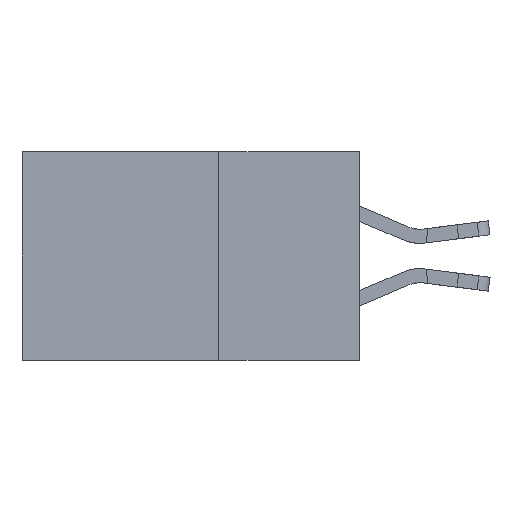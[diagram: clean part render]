
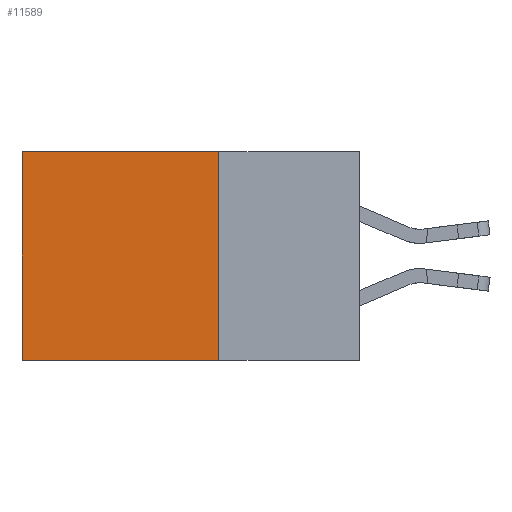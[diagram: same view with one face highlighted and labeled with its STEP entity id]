
A CAD part, left-side view. The second image highlights one B-rep face of the part: STEP entity #11589.
In plain terms, the highlighted planar face has unit normal (-1, 0, 0).
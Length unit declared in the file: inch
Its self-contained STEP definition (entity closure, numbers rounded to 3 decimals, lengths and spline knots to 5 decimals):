
#198 = DIRECTION ( 'NONE',  ( 0., 1., 0. ) ) ;
#1826 = DIRECTION ( 'NONE',  ( 0., 0., -1. ) ) ;
#2318 = VERTEX_POINT ( 'NONE', #15491 ) ;
#2647 = ORIENTED_EDGE ( 'NONE', *, *, #6807, .T. ) ;
#3285 = CARTESIAN_POINT ( 'NONE',  ( 0.2875, 0.6, 0. ) ) ;
#4079 = ORIENTED_EDGE ( 'NONE', *, *, #22856, .F. ) ;
#4182 = PLANE ( 'NONE',  #23291 ) ;
#4343 = EDGE_CURVE ( 'NONE', #2318, #28286, #30092, .T. ) ;
#4489 = CARTESIAN_POINT ( 'NONE',  ( 0.2875, 0.6, -0.37 ) ) ;
#5273 = VECTOR ( 'NONE', #12649, 39.37008 ) ;
#5423 = ORIENTED_EDGE ( 'NONE', *, *, #4343, .F. ) ;
#6426 = LINE ( 'NONE', #10188, #10594 ) ;
#6807 = EDGE_CURVE ( 'NONE', #2318, #12477, #6426, .T. ) ;
#7762 = EDGE_LOOP ( 'NONE', ( #13729, #4079, #5423, #2647 ) ) ;
#8269 = CARTESIAN_POINT ( 'NONE',  ( 0.2875, 0.25, 0. ) ) ;
#9325 = DIRECTION ( 'NONE',  ( 1., 0., 0. ) ) ;
#9773 = LINE ( 'NONE', #30004, #23849 ) ;
#9927 = VECTOR ( 'NONE', #1826, 39.37008 ) ;
#10188 = CARTESIAN_POINT ( 'NONE',  ( 0.2875, 0.25, 0. ) ) ;
#10594 = VECTOR ( 'NONE', #198, 39.37008 ) ;
#11589 = ADVANCED_FACE ( 'NONE', ( #20926 ), #4182, .F. ) ;
#12477 = VERTEX_POINT ( 'NONE', #21311 ) ;
#12629 = EDGE_CURVE ( 'NONE', #12477, #18708, #27707, .T. ) ;
#12649 = DIRECTION ( 'NONE',  ( 0., 0., -1. ) ) ;
#13729 = ORIENTED_EDGE ( 'NONE', *, *, #12629, .T. ) ;
#14083 = CARTESIAN_POINT ( 'NONE',  ( 0.2875, 0.25, 0. ) ) ;
#15491 = CARTESIAN_POINT ( 'NONE',  ( 0.2875, 0.25, 0. ) ) ;
#16644 = DIRECTION ( 'NONE',  ( 0., 0., -1. ) ) ;
#18708 = VERTEX_POINT ( 'NONE', #4489 ) ;
#20550 = DIRECTION ( 'NONE',  ( 0., 1., 0. ) ) ;
#20926 = FACE_OUTER_BOUND ( 'NONE', #7762, .T. ) ;
#21311 = CARTESIAN_POINT ( 'NONE',  ( 0.2875, 0.6, 0. ) ) ;
#22808 = CARTESIAN_POINT ( 'NONE',  ( 0.2875, 0.25, -0.37 ) ) ;
#22856 = EDGE_CURVE ( 'NONE', #28286, #18708, #9773, .T. ) ;
#23291 = AXIS2_PLACEMENT_3D ( 'NONE', #14083, #9325, #16644 ) ;
#23849 = VECTOR ( 'NONE', #20550, 39.37008 ) ;
#27707 = LINE ( 'NONE', #3285, #5273 ) ;
#28286 = VERTEX_POINT ( 'NONE', #22808 ) ;
#30004 = CARTESIAN_POINT ( 'NONE',  ( 0.2875, 0.25, -0.37 ) ) ;
#30092 = LINE ( 'NONE', #8269, #9927 ) ;
